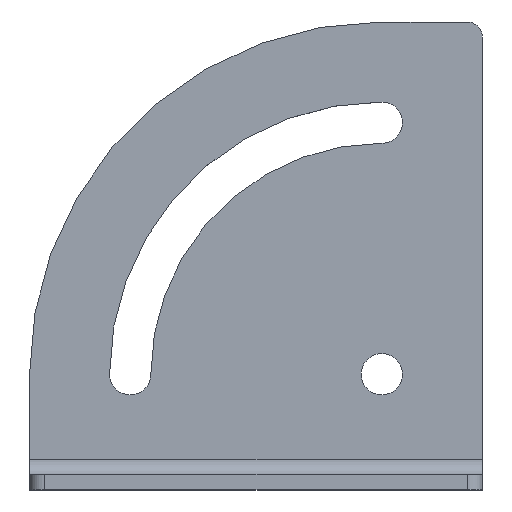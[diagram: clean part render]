
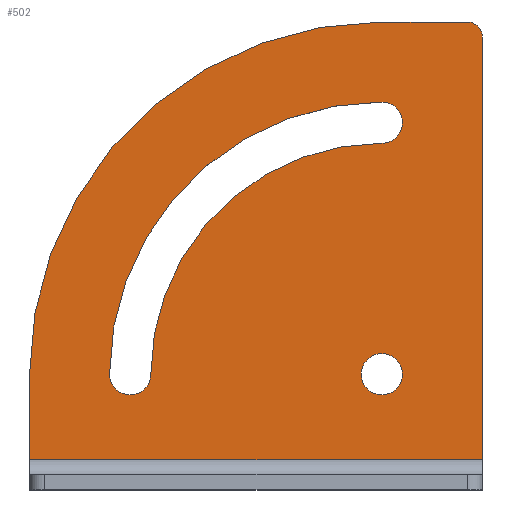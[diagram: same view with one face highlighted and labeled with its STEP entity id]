
A CAD part, top view. The second image highlights one B-rep face of the part: STEP entity #502.
In plain terms, the highlighted planar face has unit normal (0, 0, 1).
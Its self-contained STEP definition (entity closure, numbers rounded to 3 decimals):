
#17 = ORIENTED_EDGE ( 'NONE', *, *, #882, .F. ) ;
#18 = AXIS2_PLACEMENT_3D ( 'NONE', #183, #898, #905 ) ;
#19 = ORIENTED_EDGE ( 'NONE', *, *, #591, .F. ) ;
#26 = EDGE_CURVE ( 'NONE', #182, #933, #154, .T. ) ;
#33 = DIRECTION ( 'NONE',  ( 0., 0., 1. ) ) ;
#67 = AXIS2_PLACEMENT_3D ( 'NONE', #1008, #438, #829 ) ;
#74 = DIRECTION ( 'NONE',  ( 0., 1., 0. ) ) ;
#77 = CARTESIAN_POINT ( 'NONE',  ( 0., -17., 3. ) ) ;
#104 = VERTEX_POINT ( 'NONE', #989 ) ;
#109 = DIRECTION ( 'NONE',  ( 1., 0., 0. ) ) ;
#138 = CIRCLE ( 'NONE', #455, 4.1 ) ;
#139 = AXIS2_PLACEMENT_3D ( 'NONE', #966, #420, #721 ) ;
#150 = DIRECTION ( 'NONE',  ( 0., 0., -1. ) ) ;
#152 = EDGE_CURVE ( 'NONE', #104, #197, #716, .T. ) ;
#153 = CARTESIAN_POINT ( 'NONE',  ( 20., -20., 3. ) ) ;
#154 = CIRCLE ( 'NONE', #67, 3. ) ;
#182 = VERTEX_POINT ( 'NONE', #796 ) ;
#183 = CARTESIAN_POINT ( 'NONE',  ( 0., 0., 3. ) ) ;
#184 = CARTESIAN_POINT ( 'NONE',  ( -54.1, 0., 3. ) ) ;
#196 = ORIENTED_EDGE ( 'NONE', *, *, #614, .T. ) ;
#197 = VERTEX_POINT ( 'NONE', #233 ) ;
#233 = CARTESIAN_POINT ( 'NONE',  ( -70., -17., 3. ) ) ;
#239 = CARTESIAN_POINT ( 'NONE',  ( 0., 0., 3. ) ) ;
#240 = ORIENTED_EDGE ( 'NONE', *, *, #486, .F. ) ;
#260 = AXIS2_PLACEMENT_3D ( 'NONE', #992, #835, #268 ) ;
#265 = CARTESIAN_POINT ( 'NONE',  ( 20., 70., 3. ) ) ;
#268 = DIRECTION ( 'NONE',  ( 1., 0., 0. ) ) ;
#273 = CIRCLE ( 'NONE', #260, 4.1 ) ;
#290 = VECTOR ( 'NONE', #783, 1000. ) ;
#299 = DIRECTION ( 'NONE',  ( 0., 0., 1. ) ) ;
#303 = VERTEX_POINT ( 'NONE', #412 ) ;
#305 = CARTESIAN_POINT ( 'NONE',  ( 0., 50., 3. ) ) ;
#322 = DIRECTION ( 'NONE',  ( 1., 0., 0. ) ) ;
#329 = CARTESIAN_POINT ( 'NONE',  ( -70., -20., 3. ) ) ;
#333 = LINE ( 'NONE', #265, #836 ) ;
#342 = LINE ( 'NONE', #77, #456 ) ;
#347 = CARTESIAN_POINT ( 'NONE',  ( 0., 70., 3. ) ) ;
#351 = ORIENTED_EDGE ( 'NONE', *, *, #585, .F. ) ;
#365 = ORIENTED_EDGE ( 'NONE', *, *, #560, .F. ) ;
#377 = CIRCLE ( 'NONE', #139, 54.1 ) ;
#387 = VERTEX_POINT ( 'NONE', #758 ) ;
#394 = FACE_BOUND ( 'NONE', #736, .T. ) ;
#395 = AXIS2_PLACEMENT_3D ( 'NONE', #950, #929, #526 ) ;
#400 = CARTESIAN_POINT ( 'NONE',  ( -50., 0., 3. ) ) ;
#407 = DIRECTION ( 'NONE',  ( -1., 0., 0. ) ) ;
#412 = CARTESIAN_POINT ( 'NONE',  ( 0., 54.1, 3. ) ) ;
#414 = VERTEX_POINT ( 'NONE', #347 ) ;
#419 = VERTEX_POINT ( 'NONE', #615 ) ;
#420 = DIRECTION ( 'NONE',  ( 0., 0., 1. ) ) ;
#438 = DIRECTION ( 'NONE',  ( 0., 0., 1. ) ) ;
#455 = AXIS2_PLACEMENT_3D ( 'NONE', #400, #868, #322 ) ;
#456 = VECTOR ( 'NONE', #812, 1000. ) ;
#486 = EDGE_CURVE ( 'NONE', #387, #303, #707, .T. ) ;
#502 = ADVANCED_FACE ( 'NONE', ( #605, #394, #709 ), #630, .F. ) ;
#503 = CARTESIAN_POINT ( 'NONE',  ( 0., 0., 3. ) ) ;
#505 = CARTESIAN_POINT ( 'NONE',  ( 17., 70., 3. ) ) ;
#524 = CIRCLE ( 'NONE', #723, 4.1 ) ;
#526 = DIRECTION ( 'NONE',  ( -1., 0., 0. ) ) ;
#538 = ORIENTED_EDGE ( 'NONE', *, *, #1004, .T. ) ;
#560 = EDGE_CURVE ( 'NONE', #983, #690, #138, .T. ) ;
#573 = AXIS2_PLACEMENT_3D ( 'NONE', #239, #150, #797 ) ;
#575 = EDGE_CURVE ( 'NONE', #973, #182, #635, .T. ) ;
#585 = EDGE_CURVE ( 'NONE', #948, #419, #273, .T. ) ;
#589 = EDGE_LOOP ( 'NONE', ( #351, #19 ) ) ;
#591 = EDGE_CURVE ( 'NONE', #419, #948, #524, .T. ) ;
#605 = FACE_OUTER_BOUND ( 'NONE', #891, .T. ) ;
#614 = EDGE_CURVE ( 'NONE', #414, #104, #654, .T. ) ;
#615 = CARTESIAN_POINT ( 'NONE',  ( 4.1, 0., 3. ) ) ;
#630 = PLANE ( 'NONE',  #395 ) ;
#635 = LINE ( 'NONE', #153, #972 ) ;
#654 = CIRCLE ( 'NONE', #18, 70. ) ;
#661 = ORIENTED_EDGE ( 'NONE', *, *, #756, .F. ) ;
#690 = VERTEX_POINT ( 'NONE', #841 ) ;
#707 = CIRCLE ( 'NONE', #834, 4.1 ) ;
#709 = FACE_BOUND ( 'NONE', #589, .T. ) ;
#716 = LINE ( 'NONE', #329, #290 ) ;
#721 = DIRECTION ( 'NONE',  ( 1., 0., 0. ) ) ;
#723 = AXIS2_PLACEMENT_3D ( 'NONE', #503, #33, #109 ) ;
#736 = EDGE_LOOP ( 'NONE', ( #240, #661, #365, #17 ) ) ;
#756 = EDGE_CURVE ( 'NONE', #690, #387, #793, .T. ) ;
#758 = CARTESIAN_POINT ( 'NONE',  ( 0., 45.9, 3. ) ) ;
#783 = DIRECTION ( 'NONE',  ( 0., -1., 0. ) ) ;
#793 = CIRCLE ( 'NONE', #573, 45.9 ) ;
#796 = CARTESIAN_POINT ( 'NONE',  ( 20., 67., 3. ) ) ;
#797 = DIRECTION ( 'NONE',  ( 1., 0., 0. ) ) ;
#808 = CARTESIAN_POINT ( 'NONE',  ( -4.1, 0., 3. ) ) ;
#812 = DIRECTION ( 'NONE',  ( 1., 0., 0. ) ) ;
#823 = ORIENTED_EDGE ( 'NONE', *, *, #26, .T. ) ;
#829 = DIRECTION ( 'NONE',  ( -1., 0., 0. ) ) ;
#834 = AXIS2_PLACEMENT_3D ( 'NONE', #305, #299, #942 ) ;
#835 = DIRECTION ( 'NONE',  ( 0., 0., 1. ) ) ;
#836 = VECTOR ( 'NONE', #407, 1000. ) ;
#841 = CARTESIAN_POINT ( 'NONE',  ( -45.9, 0., 3. ) ) ;
#868 = DIRECTION ( 'NONE',  ( 0., 0., 1. ) ) ;
#882 = EDGE_CURVE ( 'NONE', #303, #983, #377, .T. ) ;
#885 = ORIENTED_EDGE ( 'NONE', *, *, #575, .T. ) ;
#891 = EDGE_LOOP ( 'NONE', ( #885, #823, #538, #196, #1010, #1033 ) ) ;
#898 = DIRECTION ( 'NONE',  ( 0., 0., 1. ) ) ;
#905 = DIRECTION ( 'NONE',  ( -1., 0., 0. ) ) ;
#929 = DIRECTION ( 'NONE',  ( 0., 0., -1. ) ) ;
#933 = VERTEX_POINT ( 'NONE', #505 ) ;
#942 = DIRECTION ( 'NONE',  ( 1., 0., 0. ) ) ;
#948 = VERTEX_POINT ( 'NONE', #808 ) ;
#950 = CARTESIAN_POINT ( 'NONE',  ( 0., 0., 3. ) ) ;
#962 = CARTESIAN_POINT ( 'NONE',  ( 20., -17., 3. ) ) ;
#964 = EDGE_CURVE ( 'NONE', #197, #973, #342, .T. ) ;
#966 = CARTESIAN_POINT ( 'NONE',  ( 0., 0., 3. ) ) ;
#972 = VECTOR ( 'NONE', #74, 1000. ) ;
#973 = VERTEX_POINT ( 'NONE', #962 ) ;
#983 = VERTEX_POINT ( 'NONE', #184 ) ;
#989 = CARTESIAN_POINT ( 'NONE',  ( -70., 0., 3. ) ) ;
#992 = CARTESIAN_POINT ( 'NONE',  ( 0., 0., 3. ) ) ;
#1004 = EDGE_CURVE ( 'NONE', #933, #414, #333, .T. ) ;
#1008 = CARTESIAN_POINT ( 'NONE',  ( 17., 67., 3. ) ) ;
#1010 = ORIENTED_EDGE ( 'NONE', *, *, #152, .T. ) ;
#1033 = ORIENTED_EDGE ( 'NONE', *, *, #964, .T. ) ;
